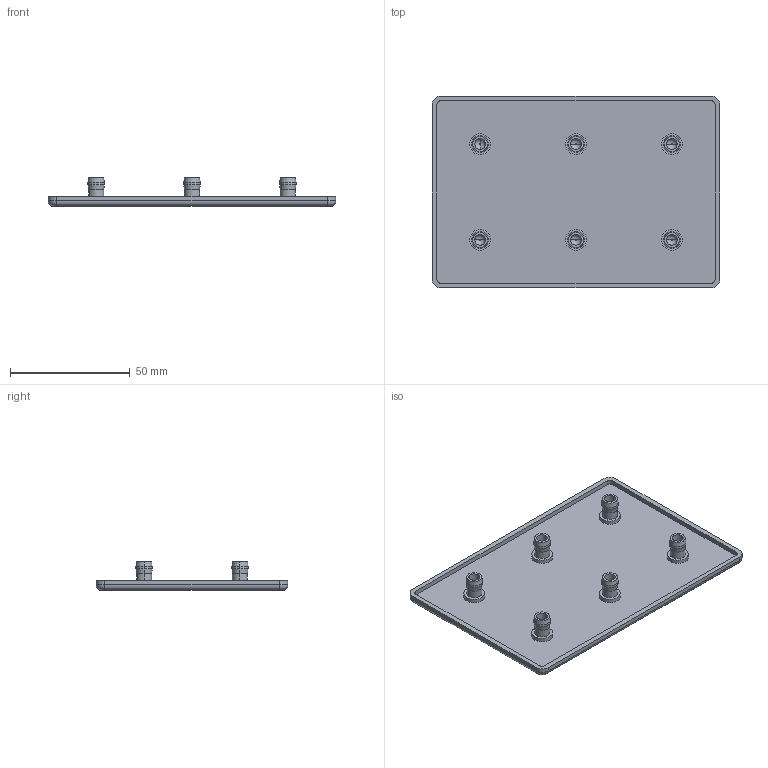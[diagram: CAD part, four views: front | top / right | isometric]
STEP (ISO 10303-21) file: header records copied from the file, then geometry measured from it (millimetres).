
FILE_DESCRIPTION (( 'STEP AP214' ), '1' );
FILE_NAME ('SZ0025S Profile Cap 80x120.STEP', '2021-10-21T12:00:06', ( '' ), ( '' ), 'SwSTEP 2.0', 'SolidWorks 2021', '' );
FILE_SCHEMA (( 'AUTOMOTIVE_DESIGN' ));
Length unit declared in the file: millimetre
Products named in the file (1): SZ0025S Profile Cap 80x120
Bounding box: 120 x 80 x 12 mm (x, y, z)
Volume: 21876 mm3; surface area: 23037.3 mm2
Topology: 1 solids, 1 shells, 129 faces, 270 edges, 162 vertices
Faces by surface type: cylinder 60, plane 29, cone 24, torus 16
Entity records: 3728 total; most frequent: CARTESIAN_POINT 850, DIRECTION 660, ORIENTED_EDGE 540, AXIS2_PLACEMENT_3D 276, EDGE_CURVE 270, VERTEX_POINT 162, EDGE_LOOP 148, CIRCLE 146
